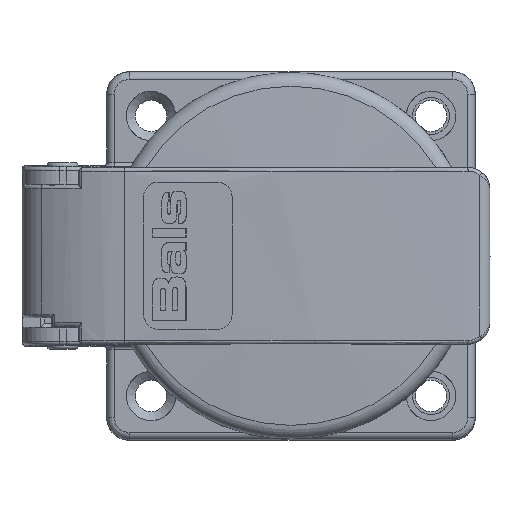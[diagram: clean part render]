
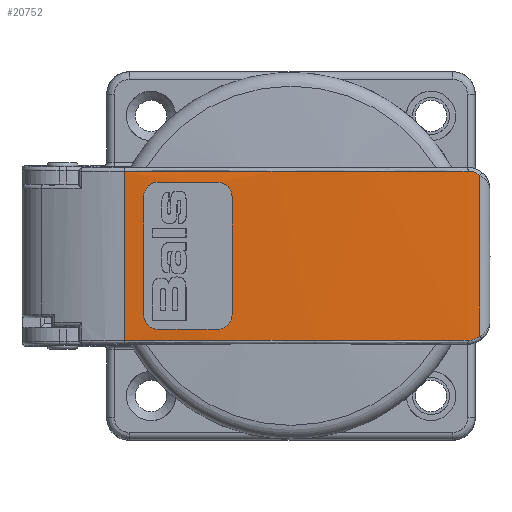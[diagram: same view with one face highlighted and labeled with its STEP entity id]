
A CAD part, top view. The second image highlights one B-rep face of the part: STEP entity #20752.
In plain terms, the highlighted cylindrical face has radius 300 mm (diameter 600 mm), a partial arc.
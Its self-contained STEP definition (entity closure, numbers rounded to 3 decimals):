
#312=FACE_BOUND('',#2771,.T.);
#434=ELLIPSE('',#21942,300.011,300.);
#438=ELLIPSE('',#21954,300.011,300.);
#679=CYLINDRICAL_SURFACE('',#21986,300.);
#1614=FACE_OUTER_BOUND('',#2770,.T.);
#2770=EDGE_LOOP('',(#14139,#14140,#14141,#14142,#14143,#14144));
#2771=EDGE_LOOP('',(#14145,#14146,#14147,#14148,#14149,#14150,#14151,#14152));
#3942=B_SPLINE_CURVE_WITH_KNOTS('',3,(#31690,#31691,#31692,#31693,#31694,
#31695,#31696,#31697,#31698,#31699),.UNSPECIFIED.,.F.,.F.,(4,2,2,2,4),(-0.301,
-0.226,-0.151,-0.075,0.),
 .UNSPECIFIED.);
#3943=B_SPLINE_CURVE_WITH_KNOTS('',3,(#31708,#31709,#31710,#31711,#31712,
#31713,#31714,#31715,#31716,#31717),.UNSPECIFIED.,.F.,.F.,(4,2,2,2,4),(0.603,
0.678,0.754,0.829,0.904),
 .UNSPECIFIED.);
#3944=B_SPLINE_CURVE_WITH_KNOTS('',3,(#31723,#31724,#31725,#31726,#31727,
#31728,#31729,#31730,#31731,#31732),.UNSPECIFIED.,.F.,.F.,(4,2,2,2,4),(0.302,
0.377,0.453,0.528,0.603),
 .UNSPECIFIED.);
#3945=B_SPLINE_CURVE_WITH_KNOTS('',3,(#31740,#31741,#31742,#31743,#31744,
#31745,#31746,#31747,#31748,#31749),.UNSPECIFIED.,.F.,.F.,(4,2,2,2,4),(0.,
0.075,0.151,0.226,0.302),
 .UNSPECIFIED.);
#3946=B_SPLINE_CURVE_WITH_KNOTS('',3,(#31758,#31759,#31760,#31761),
 .UNSPECIFIED.,.F.,.F.,(4,4),(0.,0.173),.UNSPECIFIED.);
#3947=B_SPLINE_CURVE_WITH_KNOTS('',3,(#31764,#31765,#31766,#31767),
 .UNSPECIFIED.,.F.,.F.,(4,4),(0.,0.173),.UNSPECIFIED.);
#4587=LINE('',#31704,#6303);
#4592=LINE('',#31736,#6308);
#4595=LINE('',#31756,#6311);
#4596=LINE('',#31763,#6312);
#6303=VECTOR('',#24142,10.);
#6308=VECTOR('',#24153,10.);
#6311=VECTOR('',#24168,10.);
#6312=VECTOR('',#24169,10.);
#7858=CIRCLE('',#21983,300.);
#7859=CIRCLE('',#21985,300.);
#8643=VERTEX_POINT('',#31407);
#8644=VERTEX_POINT('',#31408);
#8650=VERTEX_POINT('',#31525);
#8651=VERTEX_POINT('',#31548);
#8672=VERTEX_POINT('',#31687);
#8673=VERTEX_POINT('',#31689);
#8674=VERTEX_POINT('',#31703);
#8675=VERTEX_POINT('',#31707);
#8676=VERTEX_POINT('',#31720);
#8677=VERTEX_POINT('',#31722);
#8678=VERTEX_POINT('',#31735);
#8679=VERTEX_POINT('',#31739);
#8680=VERTEX_POINT('',#31757);
#8681=VERTEX_POINT('',#31762);
#10718=EDGE_CURVE('',#8643,#8644,#434,.T.);
#10731=EDGE_CURVE('',#8651,#8650,#438,.T.);
#10759=EDGE_CURVE('',#8672,#8673,#3942,.T.);
#10761=EDGE_CURVE('',#8674,#8673,#4587,.T.);
#10763=EDGE_CURVE('',#8674,#8675,#3943,.T.);
#10766=EDGE_CURVE('',#8676,#8677,#3944,.T.);
#10768=EDGE_CURVE('',#8678,#8677,#4592,.T.);
#10770=EDGE_CURVE('',#8678,#8679,#3945,.T.);
#10772=EDGE_CURVE('',#8676,#8675,#7858,.T.);
#10773=EDGE_CURVE('',#8672,#8679,#7859,.T.);
#10774=EDGE_CURVE('',#8643,#8650,#4595,.T.);
#10775=EDGE_CURVE('',#8680,#8651,#3946,.T.);
#10776=EDGE_CURVE('',#8681,#8680,#4596,.T.);
#10777=EDGE_CURVE('',#8644,#8681,#3947,.T.);
#14139=ORIENTED_EDGE('',*,*,#10718,.F.);
#14140=ORIENTED_EDGE('',*,*,#10774,.T.);
#14141=ORIENTED_EDGE('',*,*,#10731,.F.);
#14142=ORIENTED_EDGE('',*,*,#10775,.F.);
#14143=ORIENTED_EDGE('',*,*,#10776,.F.);
#14144=ORIENTED_EDGE('',*,*,#10777,.F.);
#14145=ORIENTED_EDGE('',*,*,#10772,.T.);
#14146=ORIENTED_EDGE('',*,*,#10763,.F.);
#14147=ORIENTED_EDGE('',*,*,#10761,.T.);
#14148=ORIENTED_EDGE('',*,*,#10759,.F.);
#14149=ORIENTED_EDGE('',*,*,#10773,.T.);
#14150=ORIENTED_EDGE('',*,*,#10770,.F.);
#14151=ORIENTED_EDGE('',*,*,#10768,.T.);
#14152=ORIENTED_EDGE('',*,*,#10766,.F.);
#20752=ADVANCED_FACE('',(#1614,#312),#679,.T.);
#21942=AXIS2_PLACEMENT_3D('',#31409,#24060,#24061);
#21954=AXIS2_PLACEMENT_3D('',#31549,#24085,#24086);
#21983=AXIS2_PLACEMENT_3D('',#31752,#24160,#24161);
#21985=AXIS2_PLACEMENT_3D('',#31754,#24164,#24165);
#21986=AXIS2_PLACEMENT_3D('',#31755,#24166,#24167);
#24060=DIRECTION('center_axis',(0.,1.,
0.009));
#24061=DIRECTION('ref_axis',(0.,-0.009,
1.));
#24085=DIRECTION('center_axis',(0.,-1.,
0.009));
#24086=DIRECTION('ref_axis',(0.,0.009,
1.));
#24142=DIRECTION('',(0.,-1.,0.));
#24153=DIRECTION('',(0.,1.,0.));
#24160=DIRECTION('center_axis',(0.,1.,0.));
#24161=DIRECTION('ref_axis',(0.083,0.,0.997));
#24164=DIRECTION('center_axis',(0.,-1.,0.));
#24165=DIRECTION('ref_axis',(0.083,0.,0.997));
#24166=DIRECTION('center_axis',(0.,-1.,0.));
#24167=DIRECTION('ref_axis',(0.083,0.,0.997));
#24168=DIRECTION('',(0.,-1.,0.));
#24169=DIRECTION('',(0.,-1.,0.));
#31407=CARTESIAN_POINT('',(-26.214,15.966,15.591));
#31408=CARTESIAN_POINT('',(20.431,15.967,15.483));
#31409=CARTESIAN_POINT('Origin',(-3.587,18.572,-283.554));
#31525=CARTESIAN_POINT('',(-26.214,-6.99,15.591));
#31548=CARTESIAN_POINT('',(20.431,-6.991,15.483));
#31549=CARTESIAN_POINT('Origin',(-3.587,-9.596,-283.554));
#31687=CARTESIAN_POINT('',(-13.587,-5.512,16.279));
#31689=CARTESIAN_POINT('',(-11.587,-3.512,16.339));
#31690=CARTESIAN_POINT('Ctrl Pts',(-13.587,-5.512,
16.279));
#31691=CARTESIAN_POINT('Ctrl Pts',(-13.336,-5.512,
16.288));
#31692=CARTESIAN_POINT('Ctrl Pts',(-13.068,-5.462,
16.296));
#31693=CARTESIAN_POINT('Ctrl Pts',(-12.576,-5.258,16.311));
#31694=CARTESIAN_POINT('Ctrl Pts',(-12.351,-5.104,
16.318));
#31695=CARTESIAN_POINT('Ctrl Pts',(-11.995,-4.749,16.328));
#31696=CARTESIAN_POINT('Ctrl Pts',(-11.842,-4.524,
16.332));
#31697=CARTESIAN_POINT('Ctrl Pts',(-11.638,-4.031,
16.338));
#31698=CARTESIAN_POINT('Ctrl Pts',(-11.587,-3.763,
16.339));
#31699=CARTESIAN_POINT('Ctrl Pts',(-11.587,-3.512,
16.339));
#31703=CARTESIAN_POINT('',(-11.587,12.488,16.339));
#31704=CARTESIAN_POINT('',(-11.587,4.488,16.339));
#31707=CARTESIAN_POINT('',(-13.587,14.488,16.279));
#31708=CARTESIAN_POINT('Ctrl Pts',(-11.587,12.488,16.339));
#31709=CARTESIAN_POINT('Ctrl Pts',(-11.587,12.739,16.339));
#31710=CARTESIAN_POINT('Ctrl Pts',(-11.638,13.007,16.338));
#31711=CARTESIAN_POINT('Ctrl Pts',(-11.842,13.5,16.332));
#31712=CARTESIAN_POINT('Ctrl Pts',(-11.995,13.724,16.328));
#31713=CARTESIAN_POINT('Ctrl Pts',(-12.351,14.08,16.318));
#31714=CARTESIAN_POINT('Ctrl Pts',(-12.576,14.234,16.311));
#31715=CARTESIAN_POINT('Ctrl Pts',(-13.068,14.438,16.296));
#31716=CARTESIAN_POINT('Ctrl Pts',(-13.336,14.488,16.288));
#31717=CARTESIAN_POINT('Ctrl Pts',(-13.587,14.488,16.279));
#31720=CARTESIAN_POINT('',(-21.576,14.488,15.906));
#31722=CARTESIAN_POINT('',(-23.576,12.488,15.779));
#31723=CARTESIAN_POINT('Ctrl Pts',(-21.576,14.488,15.906));
#31724=CARTESIAN_POINT('Ctrl Pts',(-21.827,14.488,15.891));
#31725=CARTESIAN_POINT('Ctrl Pts',(-22.095,14.438,15.875));
#31726=CARTESIAN_POINT('Ctrl Pts',(-22.588,14.233,15.844));
#31727=CARTESIAN_POINT('Ctrl Pts',(-22.813,14.079,15.829));
#31728=CARTESIAN_POINT('Ctrl Pts',(-23.168,13.724,15.806));
#31729=CARTESIAN_POINT('Ctrl Pts',(-23.322,13.499,15.796));
#31730=CARTESIAN_POINT('Ctrl Pts',(-23.526,13.007,15.783));
#31731=CARTESIAN_POINT('Ctrl Pts',(-23.576,12.739,15.779));
#31732=CARTESIAN_POINT('Ctrl Pts',(-23.576,12.488,15.779));
#31735=CARTESIAN_POINT('',(-23.576,-3.512,15.779));
#31736=CARTESIAN_POINT('',(-23.576,4.488,15.779));
#31739=CARTESIAN_POINT('',(-21.576,-5.512,15.906));
#31740=CARTESIAN_POINT('Ctrl Pts',(-23.576,-3.512,
15.779));
#31741=CARTESIAN_POINT('Ctrl Pts',(-23.576,-3.763,
15.779));
#31742=CARTESIAN_POINT('Ctrl Pts',(-23.526,-4.031,
15.783));
#31743=CARTESIAN_POINT('Ctrl Pts',(-23.322,-4.524,
15.796));
#31744=CARTESIAN_POINT('Ctrl Pts',(-23.168,-4.748,15.806));
#31745=CARTESIAN_POINT('Ctrl Pts',(-22.813,-5.104,
15.829));
#31746=CARTESIAN_POINT('Ctrl Pts',(-22.588,-5.258,
15.844));
#31747=CARTESIAN_POINT('Ctrl Pts',(-22.095,-5.462,
15.875));
#31748=CARTESIAN_POINT('Ctrl Pts',(-21.827,-5.512,
15.891));
#31749=CARTESIAN_POINT('Ctrl Pts',(-21.576,-5.512,
15.906));
#31752=CARTESIAN_POINT('Origin',(-3.587,14.488,-283.554));
#31754=CARTESIAN_POINT('Origin',(-3.587,-5.512,-283.554));
#31755=CARTESIAN_POINT('Origin',(-3.587,4.488,-283.554));
#31756=CARTESIAN_POINT('',(-26.214,4.488,15.591));
#31757=CARTESIAN_POINT('',(22.029,-6.418,15.35));
#31758=CARTESIAN_POINT('Ctrl Pts',(22.029,-6.418,15.35));
#31759=CARTESIAN_POINT('Ctrl Pts',(21.586,-6.783,15.388));
#31760=CARTESIAN_POINT('Ctrl Pts',(21.006,-6.991,15.437));
#31761=CARTESIAN_POINT('Ctrl Pts',(20.431,-6.991,15.483));
#31762=CARTESIAN_POINT('',(22.029,15.394,15.35));
#31763=CARTESIAN_POINT('',(22.029,4.488,15.35));
#31764=CARTESIAN_POINT('Ctrl Pts',(20.431,15.967,15.483));
#31765=CARTESIAN_POINT('Ctrl Pts',(21.006,15.967,15.437));
#31766=CARTESIAN_POINT('Ctrl Pts',(21.586,15.759,15.388));
#31767=CARTESIAN_POINT('Ctrl Pts',(22.029,15.394,15.35));
